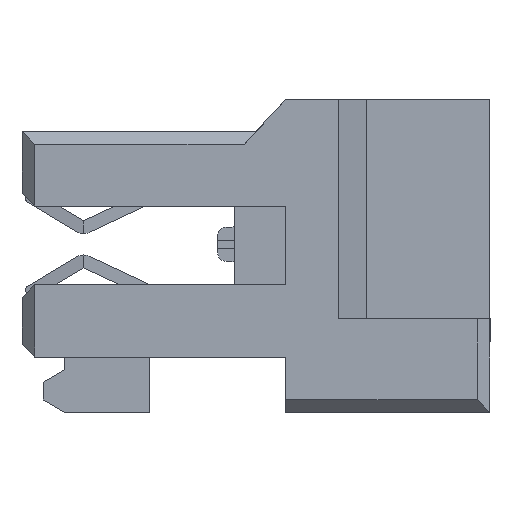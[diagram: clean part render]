
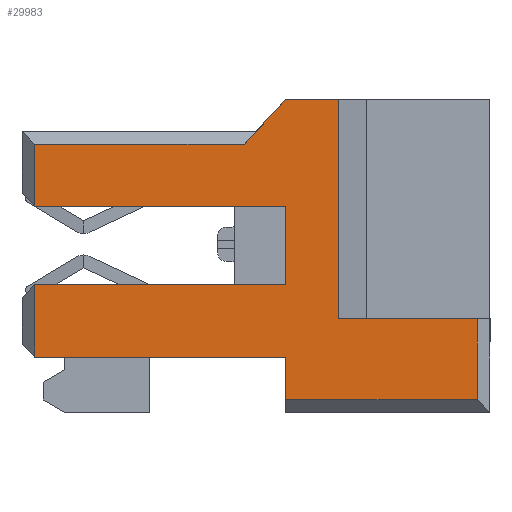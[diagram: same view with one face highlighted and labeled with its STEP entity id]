
A CAD part, left-side view. The second image highlights one B-rep face of the part: STEP entity #29983.
In plain terms, the highlighted face is planar.
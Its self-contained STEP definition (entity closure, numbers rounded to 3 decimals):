
#2220=ORIENTED_EDGE('',*,*,#8756,.T.);
#2221=ORIENTED_EDGE('',*,*,#8213,.T.);
#2222=ORIENTED_EDGE('',*,*,#8762,.T.);
#2223=ORIENTED_EDGE('',*,*,#8763,.T.);
#2224=ORIENTED_EDGE('',*,*,#8357,.T.);
#2225=ORIENTED_EDGE('',*,*,#8352,.T.);
#2226=ORIENTED_EDGE('',*,*,#8749,.T.);
#2227=ORIENTED_EDGE('',*,*,#8764,.T.);
#2228=ORIENTED_EDGE('',*,*,#8765,.T.);
#2229=ORIENTED_EDGE('',*,*,#8766,.T.);
#2230=ORIENTED_EDGE('',*,*,#8209,.T.);
#2231=ORIENTED_EDGE('',*,*,#8206,.T.);
#2232=ORIENTED_EDGE('',*,*,#8754,.T.);
#2233=ORIENTED_EDGE('',*,*,#8767,.T.);
#8206=EDGE_CURVE('',#11559,#11561,#13776,.T.);
#8209=EDGE_CURVE('',#11562,#11559,#13779,.T.);
#8213=EDGE_CURVE('',#11565,#11567,#13783,.T.);
#8352=EDGE_CURVE('',#11670,#11668,#13898,.T.);
#8357=EDGE_CURVE('',#11672,#11670,#13903,.T.);
#8749=EDGE_CURVE('',#11668,#11977,#14268,.T.);
#8754=EDGE_CURVE('',#11561,#11980,#14273,.T.);
#8756=EDGE_CURVE('',#11982,#11565,#14275,.T.);
#8762=EDGE_CURVE('',#11567,#11984,#14281,.T.);
#8763=EDGE_CURVE('',#11984,#11672,#14282,.T.);
#8764=EDGE_CURVE('',#11977,#11985,#14283,.T.);
#8765=EDGE_CURVE('',#11985,#11986,#14284,.T.);
#8766=EDGE_CURVE('',#11986,#11562,#14285,.T.);
#8767=EDGE_CURVE('',#11980,#11982,#14286,.T.);
#11559=VERTEX_POINT('',#39961);
#11561=VERTEX_POINT('',#39965);
#11562=VERTEX_POINT('',#39969);
#11565=VERTEX_POINT('',#39976);
#11567=VERTEX_POINT('',#39980);
#11668=VERTEX_POINT('',#40266);
#11670=VERTEX_POINT('',#40269);
#11672=VERTEX_POINT('',#40275);
#11977=VERTEX_POINT('',#41016);
#11980=VERTEX_POINT('',#41024);
#11982=VERTEX_POINT('',#41030);
#11984=VERTEX_POINT('',#41040);
#11985=VERTEX_POINT('',#41043);
#11986=VERTEX_POINT('',#41045);
#13776=LINE('',#39966,#16342);
#13779=LINE('',#39972,#16345);
#13783=LINE('',#39981,#16349);
#13898=LINE('',#40268,#16464);
#13903=LINE('',#40278,#16469);
#14268=LINE('',#41015,#16834);
#14273=LINE('',#41025,#16839);
#14275=LINE('',#41029,#16841);
#14281=LINE('',#41039,#16847);
#14282=LINE('',#41041,#16848);
#14283=LINE('',#41042,#16849);
#14284=LINE('',#41044,#16850);
#14285=LINE('',#41046,#16851);
#14286=LINE('',#41047,#16852);
#16342=VECTOR('',#33306,1000.);
#16345=VECTOR('',#33311,1000.);
#16349=VECTOR('',#33317,1000.);
#16464=VECTOR('',#33572,1000.);
#16469=VECTOR('',#33579,1000.);
#16834=VECTOR('',#34082,1000.);
#16839=VECTOR('',#34089,1000.);
#16841=VECTOR('',#34093,1000.);
#16847=VECTOR('',#34103,1000.);
#16848=VECTOR('',#34104,1000.);
#16849=VECTOR('',#34105,1000.);
#16850=VECTOR('',#34106,1000.);
#16851=VECTOR('',#34107,1000.);
#16852=VECTOR('',#34108,1000.);
#18810=EDGE_LOOP('',(#2220,#2221,#2222,#2223,#2224,#2225,#2226,#2227,#2228,
#2229,#2230,#2231,#2232,#2233));
#20038=FACE_BOUND('',#18810,.T.);
#21231=PLANE('',#31204);
#29983=ADVANCED_FACE('',(#20038),#21231,.F.);
#31204=AXIS2_PLACEMENT_3D('',#41038,#34101,#34102);
#33306=DIRECTION('',(0.,0.,-1.));
#33311=DIRECTION('',(0.,-1.,0.));
#33317=DIRECTION('',(0.,0.,-1.));
#33572=DIRECTION('',(0.,0.,1.));
#33579=DIRECTION('',(0.,1.,0.));
#34082=DIRECTION('',(0.,-1.,0.));
#34089=DIRECTION('',(0.,1.,0.));
#34093=DIRECTION('',(0.,-1.,0.));
#34101=DIRECTION('',(-1.,0.,0.));
#34102=DIRECTION('',(0.,0.,1.));
#34103=DIRECTION('',(0.,1.,0.));
#34104=DIRECTION('',(0.,0.,-1.));
#34105=DIRECTION('',(0.,0.,1.));
#34106=DIRECTION('',(0.,-1.,0.));
#34107=DIRECTION('',(0.,-0.682,-0.731));
#34108=DIRECTION('',(0.,0.,-1.));
#39961=CARTESIAN_POINT('',(8.75,0.3,2.625));
#39965=CARTESIAN_POINT('',(8.75,0.3,1.175));
#39966=CARTESIAN_POINT('',(8.75,0.3,3.675));
#39969=CARTESIAN_POINT('',(8.75,5.22,2.625));
#39972=CARTESIAN_POINT('',(8.75,11.,2.625));
#39976=CARTESIAN_POINT('',(8.75,0.3,-0.675));
#39980=CARTESIAN_POINT('',(8.75,0.3,-2.375));
#39981=CARTESIAN_POINT('',(8.75,0.3,3.675));
#40266=CARTESIAN_POINT('',(8.75,10.7,-1.475));
#40268=CARTESIAN_POINT('',(8.75,10.7,-1.475));
#40269=CARTESIAN_POINT('',(8.75,10.7,-3.375));
#40275=CARTESIAN_POINT('',(8.75,6.2,-3.375));
#40278=CARTESIAN_POINT('',(8.75,11.,-3.375));
#41015=CARTESIAN_POINT('',(8.75,11.,-1.475));
#41016=CARTESIAN_POINT('',(8.75,7.45,-1.475));
#41024=CARTESIAN_POINT('',(8.75,6.2,1.175));
#41025=CARTESIAN_POINT('',(8.75,0.,1.175));
#41029=CARTESIAN_POINT('',(8.75,6.2,-0.675));
#41030=CARTESIAN_POINT('',(8.75,6.2,-0.675));
#41038=CARTESIAN_POINT('',(8.75,11.,3.675));
#41039=CARTESIAN_POINT('',(8.75,0.,-2.375));
#41040=CARTESIAN_POINT('',(8.75,6.2,-2.375));
#41041=CARTESIAN_POINT('',(8.75,6.2,-2.375));
#41042=CARTESIAN_POINT('',(8.75,7.45,-1.475));
#41043=CARTESIAN_POINT('',(8.75,7.45,3.675));
#41044=CARTESIAN_POINT('',(8.75,11.,3.675));
#41045=CARTESIAN_POINT('',(8.75,6.2,3.675));
#41046=CARTESIAN_POINT('',(8.75,6.2,3.675));
#41047=CARTESIAN_POINT('',(8.75,6.2,1.175));
